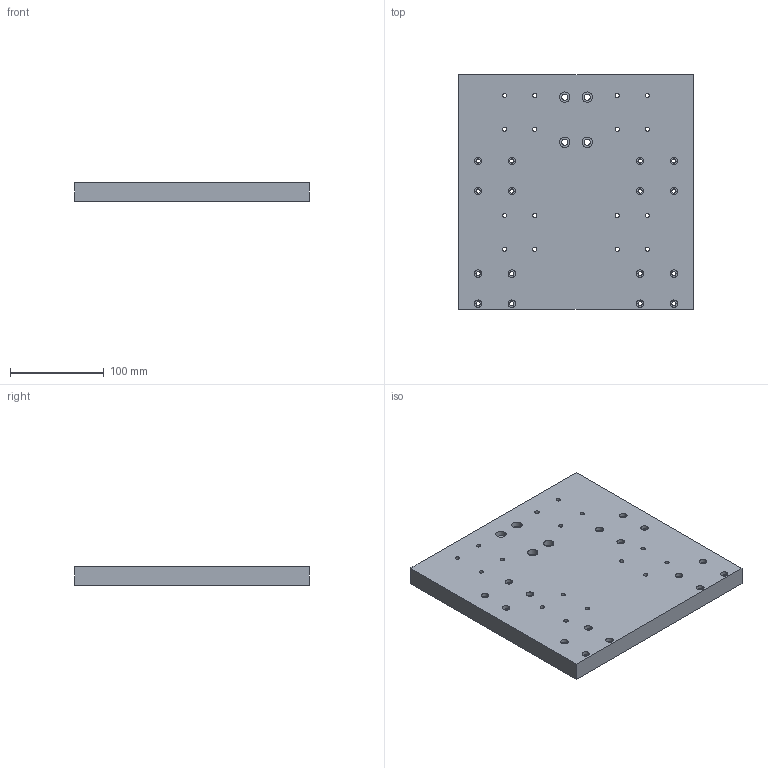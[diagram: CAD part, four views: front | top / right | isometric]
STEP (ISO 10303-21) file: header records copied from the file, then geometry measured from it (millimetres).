
FILE_DESCRIPTION (( 'STEP AP203' ), '1' );
FILE_NAME ('step.STEP', '2018-07-23T11:15:17', ( '' ), ( '' ), 'SwSTEP 2.0', 'SolidWorks 2017', '' );
FILE_SCHEMA (( 'CONFIG_CONTROL_DESIGN' ));
Length unit declared in the file: millimetre
Products named in the file (1): step
Bounding box: 250 x 250 x 20 mm (x, y, z)
Volume: 1231226.3 mm3; surface area: 156154.2 mm2
Topology: 1 solids, 1 shells, 186 faces, 444 edges, 296 vertices
Faces by surface type: cylinder 144, plane 42
Entity records: 5777 total; most frequent: DIRECTION 1106, CARTESIAN_POINT 927, ORIENTED_EDGE 888, AXIS2_PLACEMENT_3D 475, EDGE_CURVE 444, VERTEX_POINT 296, EDGE_LOOP 294, CIRCLE 288
